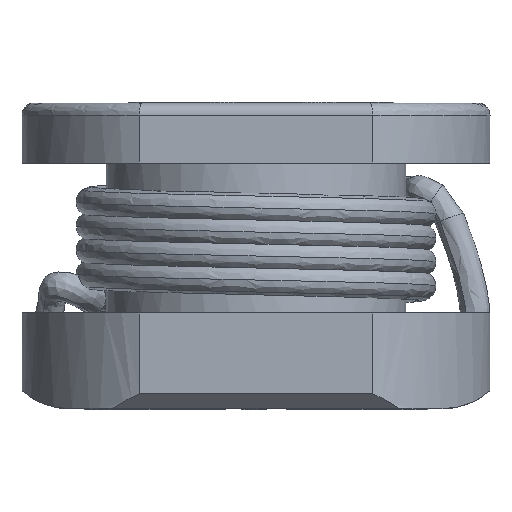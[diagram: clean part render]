
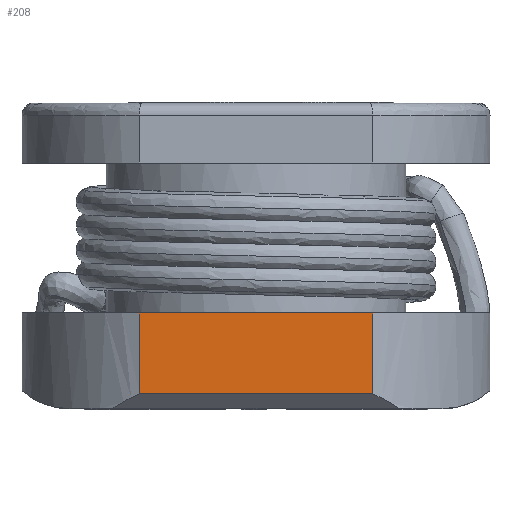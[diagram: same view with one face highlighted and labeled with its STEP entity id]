
A CAD part, front view. The second image highlights one B-rep face of the part: STEP entity #208.
In plain terms, the highlighted planar face has unit normal (0, -1, 0).
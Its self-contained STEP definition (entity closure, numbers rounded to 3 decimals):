
#63 = FACE_OUTER_BOUND ( 'NONE', #4558, .T. ) ;
#159 = EDGE_CURVE ( 'NONE', #4813, #4955, #12847, .T. ) ;
#208 = ADVANCED_FACE ( 'NONE', ( #63 ), #14760, .F. ) ;
#390 = CARTESIAN_POINT ( 'NONE',  ( -1.942, -3.5, 1.6 ) ) ;
#1129 = VECTOR ( 'NONE', #18600, 1000. ) ;
#1524 = VERTEX_POINT ( 'NONE', #12638 ) ;
#1541 = DIRECTION ( 'NONE',  ( 1., 0., 0. ) ) ;
#1785 = DIRECTION ( 'NONE',  ( 1., 0., 0. ) ) ;
#1886 = ORIENTED_EDGE ( 'NONE', *, *, #159, .F. ) ;
#4558 = EDGE_LOOP ( 'NONE', ( #7727, #6045, #1886, #10712 ) ) ;
#4813 = VERTEX_POINT ( 'NONE', #13217 ) ;
#4846 = DIRECTION ( 'NONE',  ( -1., 0., 0. ) ) ;
#4955 = VERTEX_POINT ( 'NONE', #12920 ) ;
#6045 = ORIENTED_EDGE ( 'NONE', *, *, #18005, .T. ) ;
#6066 = AXIS2_PLACEMENT_3D ( 'NONE', #15202, #15306, #4846 ) ;
#7727 = ORIENTED_EDGE ( 'NONE', *, *, #8552, .T. ) ;
#8552 = EDGE_CURVE ( 'NONE', #10567, #1524, #10996, .T. ) ;
#10414 = EDGE_CURVE ( 'NONE', #10567, #4813, #14707, .T. ) ;
#10567 = VERTEX_POINT ( 'NONE', #390 ) ;
#10712 = ORIENTED_EDGE ( 'NONE', *, *, #10414, .F. ) ;
#10996 = LINE ( 'NONE', #16674, #13886 ) ;
#11530 = CARTESIAN_POINT ( 'NONE',  ( -1.942, -3.5, 1.6 ) ) ;
#12638 = CARTESIAN_POINT ( 'NONE',  ( -1.942, -3.5, 0.25 ) ) ;
#12847 = LINE ( 'NONE', #15907, #1129 ) ;
#12920 = CARTESIAN_POINT ( 'NONE',  ( 1.942, -3.5, 0.25 ) ) ;
#13217 = CARTESIAN_POINT ( 'NONE',  ( 1.942, -3.5, 1.6 ) ) ;
#13886 = VECTOR ( 'NONE', #16952, 1000. ) ;
#14652 = VECTOR ( 'NONE', #1785, 1000. ) ;
#14707 = LINE ( 'NONE', #11530, #17998 ) ;
#14760 = PLANE ( 'NONE',  #6066 ) ;
#14944 = LINE ( 'NONE', #16477, #14652 ) ;
#15202 = CARTESIAN_POINT ( 'NONE',  ( -1.942, -3.5, 1.6 ) ) ;
#15306 = DIRECTION ( 'NONE',  ( 0., 1., 0. ) ) ;
#15907 = CARTESIAN_POINT ( 'NONE',  ( 1.942, -3.5, 1.6 ) ) ;
#16477 = CARTESIAN_POINT ( 'NONE',  ( 1.942, -3.5, 0.25 ) ) ;
#16674 = CARTESIAN_POINT ( 'NONE',  ( -1.942, -3.5, 1.6 ) ) ;
#16952 = DIRECTION ( 'NONE',  ( 0., 0., -1. ) ) ;
#17998 = VECTOR ( 'NONE', #1541, 1000. ) ;
#18005 = EDGE_CURVE ( 'NONE', #1524, #4955, #14944, .T. ) ;
#18600 = DIRECTION ( 'NONE',  ( 0., 0., -1. ) ) ;
